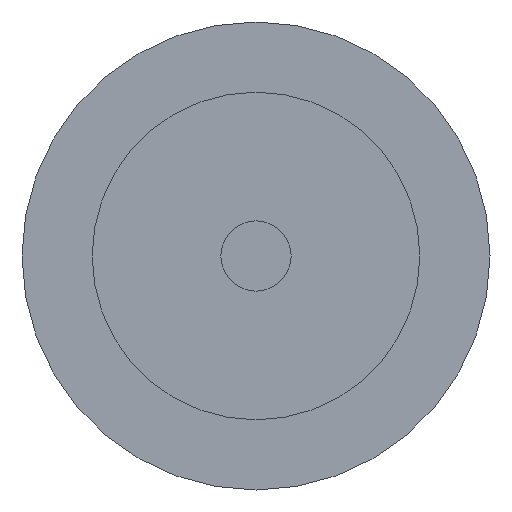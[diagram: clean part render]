
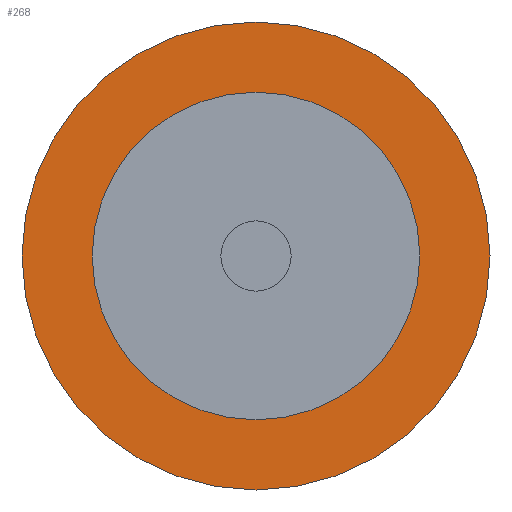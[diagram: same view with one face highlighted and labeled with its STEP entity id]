
A CAD part, front view. The second image highlights one B-rep face of the part: STEP entity #268.
In plain terms, the highlighted planar face has unit normal (0, -1, 0).
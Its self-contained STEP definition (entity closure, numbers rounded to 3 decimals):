
#2 = EDGE_CURVE ( 'NONE', #357, #96, #370, .T. ) ;
#21 = AXIS2_PLACEMENT_3D ( 'NONE', #255, #181, #156 ) ;
#53 = DIRECTION ( 'NONE',  ( 0., -1., 0. ) ) ;
#54 = DIRECTION ( 'NONE',  ( 0., 0., 1. ) ) ;
#60 = FACE_BOUND ( 'NONE', #222, .T. ) ;
#73 = DIRECTION ( 'NONE',  ( 0., 1., 0. ) ) ;
#90 = ORIENTED_EDGE ( 'NONE', *, *, #254, .F. ) ;
#95 = CARTESIAN_POINT ( 'NONE',  ( 0., 0., -3.5 ) ) ;
#96 = VERTEX_POINT ( 'NONE', #108 ) ;
#101 = VERTEX_POINT ( 'NONE', #264 ) ;
#105 = DIRECTION ( 'NONE',  ( 0., 0., 1. ) ) ;
#107 = DIRECTION ( 'NONE',  ( 0., -1., 0. ) ) ;
#108 = CARTESIAN_POINT ( 'NONE',  ( 0., 0., -5. ) ) ;
#114 = DIRECTION ( 'NONE',  ( 0., 0., -1. ) ) ;
#122 = EDGE_LOOP ( 'NONE', ( #90, #130 ) ) ;
#123 = DIRECTION ( 'NONE',  ( 0., 1., 0. ) ) ;
#130 = ORIENTED_EDGE ( 'NONE', *, *, #2, .F. ) ;
#132 = CIRCLE ( 'NONE', #144, 3.5 ) ;
#134 = EDGE_CURVE ( 'NONE', #101, #284, #316, .T. ) ;
#141 = CARTESIAN_POINT ( 'NONE',  ( 0., 0., 5. ) ) ;
#143 = CARTESIAN_POINT ( 'NONE',  ( 0., 0., 0. ) ) ;
#144 = AXIS2_PLACEMENT_3D ( 'NONE', #307, #107, #208 ) ;
#152 = AXIS2_PLACEMENT_3D ( 'NONE', #143, #53, #114 ) ;
#156 = DIRECTION ( 'NONE',  ( 0., 0., 1. ) ) ;
#164 = EDGE_CURVE ( 'NONE', #284, #101, #132, .T. ) ;
#181 = DIRECTION ( 'NONE',  ( 0., 1., 0. ) ) ;
#195 = CIRCLE ( 'NONE', #328, 5. ) ;
#208 = DIRECTION ( 'NONE',  ( 0., 0., -1. ) ) ;
#214 = ORIENTED_EDGE ( 'NONE', *, *, #164, .F. ) ;
#216 = PLANE ( 'NONE',  #21 ) ;
#222 = EDGE_LOOP ( 'NONE', ( #214, #253 ) ) ;
#246 = FACE_OUTER_BOUND ( 'NONE', #122, .T. ) ;
#253 = ORIENTED_EDGE ( 'NONE', *, *, #134, .F. ) ;
#254 = EDGE_CURVE ( 'NONE', #96, #357, #195, .T. ) ;
#255 = CARTESIAN_POINT ( 'NONE',  ( 0., 0., 0. ) ) ;
#263 = AXIS2_PLACEMENT_3D ( 'NONE', #391, #73, #105 ) ;
#264 = CARTESIAN_POINT ( 'NONE',  ( 0., 0., 3.5 ) ) ;
#268 = ADVANCED_FACE ( 'NONE', ( #60, #246 ), #216, .F. ) ;
#284 = VERTEX_POINT ( 'NONE', #95 ) ;
#307 = CARTESIAN_POINT ( 'NONE',  ( 0., 0., 0. ) ) ;
#316 = CIRCLE ( 'NONE', #152, 3.5 ) ;
#328 = AXIS2_PLACEMENT_3D ( 'NONE', #414, #123, #54 ) ;
#357 = VERTEX_POINT ( 'NONE', #141 ) ;
#370 = CIRCLE ( 'NONE', #263, 5. ) ;
#391 = CARTESIAN_POINT ( 'NONE',  ( 0., 0., 0. ) ) ;
#414 = CARTESIAN_POINT ( 'NONE',  ( 0., 0., 0. ) ) ;
